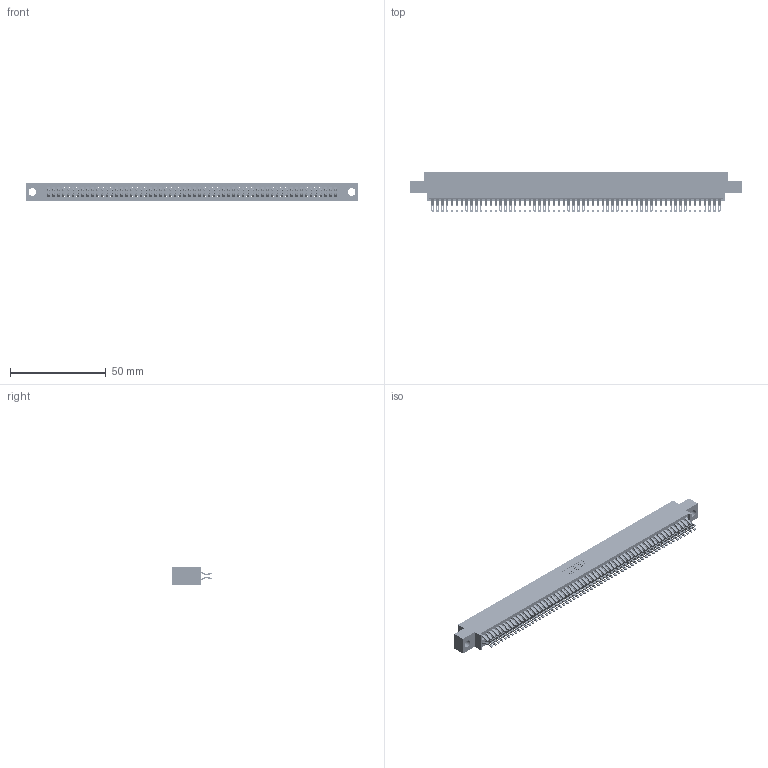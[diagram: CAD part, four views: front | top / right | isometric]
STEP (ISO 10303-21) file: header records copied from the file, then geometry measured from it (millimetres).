
FILE_DESCRIPTION (( 'STEP AP203' ), '1' );
FILE_NAME ('845-120-555-804.STEP', '2018-11-21T05:32:14', ( '' ), ( '' ), 'SwSTEP 2.0', 'SolidWorks 2016', '' );
FILE_SCHEMA (( 'CONFIG_CONTROL_DESIGN' ));
Length unit declared in the file: inch
Products named in the file (3): 345-292-001_555 Tail; 845-120-555-804; 845 Part_0.170 Offset - 0.156 Dia-TH
Assembly tree (121 placements, depth 2):
  845-120-555-804
    845 Part_0.170 Offset - 0.156 Dia-TH
    345-292-001_555 Tail  x120
Bounding box: 173.61 x 21.13 x 9.4 mm (x, y, z)
Volume: 17178.5 mm3; surface area: 26910.5 mm2
Topology: 121 solids, 121 shells, 6850 faces, 21593 edges, 14394 vertices
Faces by surface type: plane 3804, cylinder 3046
Entity records: 45115 total; most frequent: CARTESIAN_POINT 7582, ORIENTED_EDGE 7486, DIRECTION 6631, EDGE_CURVE 3743, LINE 3351, VECTOR 3351, VERTEX_POINT 2494, AXIS2_PLACEMENT_3D 1640
